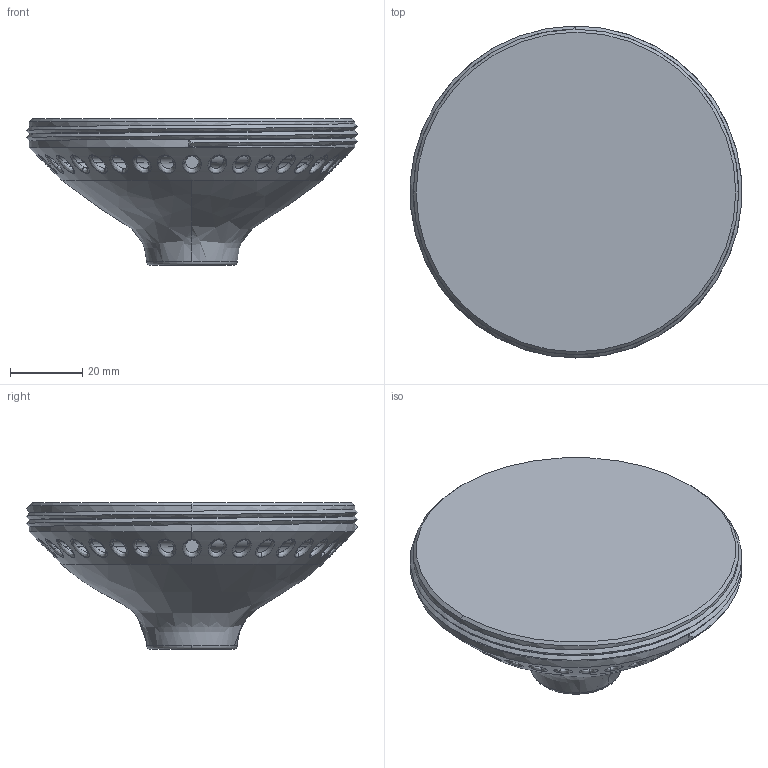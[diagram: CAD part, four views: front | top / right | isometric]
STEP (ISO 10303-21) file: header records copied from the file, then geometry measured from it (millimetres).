
FILE_DESCRIPTION (( 'STEP AP214' ), '1' );
FILE_NAME ('BasePlate.STEP', '2023-02-23T17:02:54', ( '' ), ( '' ), 'SwSTEP 2.0', 'SolidWorks 2021', '' );
FILE_SCHEMA (( 'AUTOMOTIVE_DESIGN' ));
Length unit declared in the file: millimetre
Products named in the file (1): BasePlate
Bounding box: 91.66 x 91.8 x 40.5 mm (x, y, z)
Volume: 124813.2 mm3; surface area: 27088.2 mm2
Topology: 1 solids, 1 shells, 232 faces, 681 edges, 416 vertices
Faces by surface type: cylinder 87, bspline 78, plane 61, cone 4, torus 2
Entity records: 18710 total; most frequent: CARTESIAN_POINT 13323, ORIENTED_EDGE 1362, DIRECTION 850, EDGE_CURVE 681, VERTEX_POINT 416, AXIS2_PLACEMENT_3D 338, EDGE_LOOP 273, B_SPLINE_CURVE_WITH_KNOTS 239
